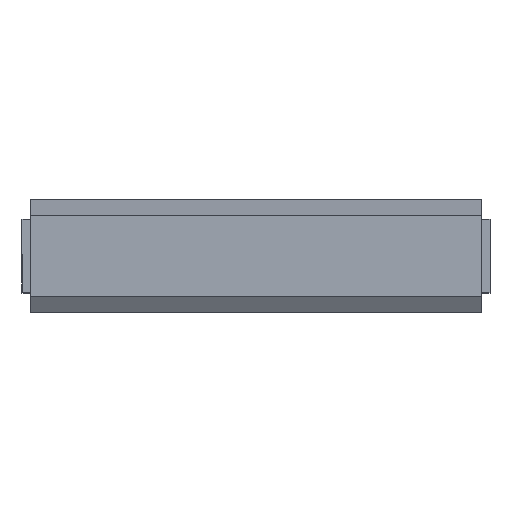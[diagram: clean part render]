
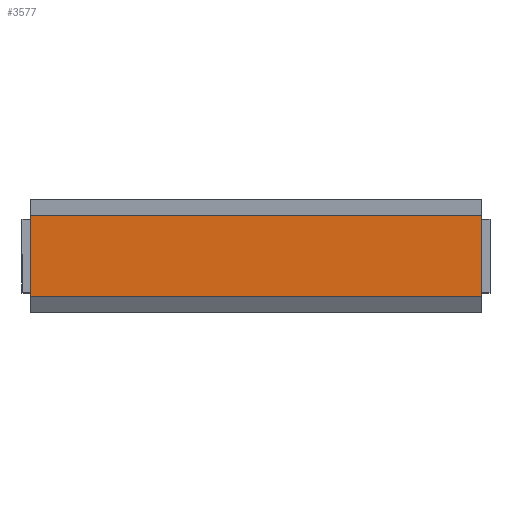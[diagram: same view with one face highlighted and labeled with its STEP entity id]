
A CAD part, top view. The second image highlights one B-rep face of the part: STEP entity #3577.
In plain terms, the highlighted planar face has unit normal (0, 0, 1).
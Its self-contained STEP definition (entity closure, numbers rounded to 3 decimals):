
#3550=AXIS2_PLACEMENT_3D('Plane Axis2P3D',#3547,#3548,#3549) ;
#3525=CARTESIAN_POINT('Vertex',(0.2,2.4,25.7)) ;
#3528=CARTESIAN_POINT('Line Origine',(5.75,2.4,25.7)) ;
#3532=CARTESIAN_POINT('Vertex',(11.3,2.4,25.7)) ;
#3547=CARTESIAN_POINT('Axis2P3D Location',(2.7,2.4,25.7)) ;
#3552=CARTESIAN_POINT('Line Origine',(0.2,1.4,25.7)) ;
#3556=CARTESIAN_POINT('Vertex',(0.2,0.4,25.7)) ;
#3559=CARTESIAN_POINT('Line Origine',(5.75,0.4,25.7)) ;
#3563=CARTESIAN_POINT('Vertex',(11.3,0.4,25.7)) ;
#3566=CARTESIAN_POINT('Line Origine',(11.3,1.4,25.7)) ;
#3529=DIRECTION('Vector Direction',(1.,0.,0.)) ;
#3548=DIRECTION('Axis2P3D Direction',(0.,0.,1.)) ;
#3549=DIRECTION('Axis2P3D XDirection',(0.,-1.,0.)) ;
#3553=DIRECTION('Vector Direction',(0.,-1.,0.)) ;
#3560=DIRECTION('Vector Direction',(1.,0.,0.)) ;
#3567=DIRECTION('Vector Direction',(0.,-1.,0.)) ;
#3530=VECTOR('Line Direction',#3529,1.) ;
#3554=VECTOR('Line Direction',#3553,1.) ;
#3561=VECTOR('Line Direction',#3560,1.) ;
#3568=VECTOR('Line Direction',#3567,1.) ;
#3572=ORIENTED_EDGE('',*,*,#3558,.T.) ;
#3573=ORIENTED_EDGE('',*,*,#3565,.T.) ;
#3574=ORIENTED_EDGE('',*,*,#3570,.F.) ;
#3575=ORIENTED_EDGE('',*,*,#3534,.F.) ;
#3577=ADVANCED_FACE('K\X2\00F6\X0\rper.9 ( *SOL2 - wsp *MASTER -  -Non Smart-  )',(#3576),#3551,.T.) ;
#3534=EDGE_CURVE('',#3526,#3533,#3531,.T.) ;
#3558=EDGE_CURVE('',#3526,#3557,#3555,.T.) ;
#3565=EDGE_CURVE('',#3557,#3564,#3562,.T.) ;
#3570=EDGE_CURVE('',#3533,#3564,#3569,.T.) ;
#3571=EDGE_LOOP('',(#3572,#3573,#3574,#3575)) ;
#3576=FACE_OUTER_BOUND('',#3571,.T.) ;
#3531=LINE('Line',#3528,#3530) ;
#3555=LINE('Line',#3552,#3554) ;
#3562=LINE('Line',#3559,#3561) ;
#3569=LINE('Line',#3566,#3568) ;
#3551=PLANE('',#3550) ;
#3526=VERTEX_POINT('',#3525) ;
#3533=VERTEX_POINT('',#3532) ;
#3557=VERTEX_POINT('',#3556) ;
#3564=VERTEX_POINT('',#3563) ;
